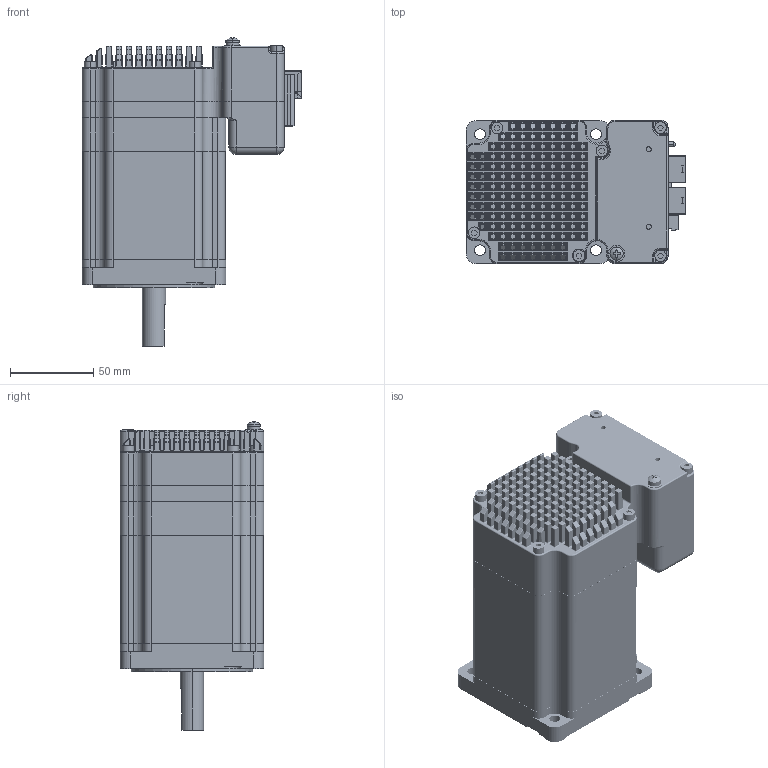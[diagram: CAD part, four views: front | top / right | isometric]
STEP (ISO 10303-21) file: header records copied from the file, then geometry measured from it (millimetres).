
FILE_DESCRIPTION (( 'STEP AP214' ), '1' );
FILE_NAME ('TSM34x-3EG-3D.STEP', '2016-04-27T05:59:49', ( '' ), ( '' ), 'SwSTEP 2.0', 'SolidWorks 2014', '' );
FILE_SCHEMA (( 'AUTOMOTIVE_DESIGN' ));
Length unit declared in the file: millimetre
Products named in the file (11): 4713101001654-A0-ETHERNET-SIDE; STM34电机后端盖（侧面出线）; STM34电机散热器（侧面出线-Ethernet—机加工）; GB9074.2-M4X8; GB70.1-M4X35; SWM34步进伺服电机集成后端盖; SWM34蚾棠詩萇儂粣; 86步进伺服电机定子-2015.4.23; 86步进伺服电机前端盖-2015.4.23; TSM34x-3EG-3D; GB819.1-M2.5-10.5
Assembly tree (17 placements, depth 2):
  TSM34x-3EG-3D
    86步进伺服电机前端盖-2015.4.23
    86步进伺服电机定子-2015.4.23
    SWM34蚾棠詩萇儂粣
    SWM34步进伺服电机集成后端盖
    GB70.1-M4X35  x6
    GB9074.2-M4X8
    STM34电机散热器（侧面出线-Ethernet—机加工）
    STM34电机后端盖（侧面出线）
    4713101001654-A0-ETHERNET-SIDE
    GB819.1-M2.5-10.5  x3
Bounding box: 131.58 x 86 x 185.06 mm (x, y, z)
Volume: 519771.4 mm3; surface area: 237350.7 mm2
Topology: 17 solids, 97 shells, 5939 faces, 14876 edges, 8564 vertices
Faces by surface type: cylinder 2483, plane 1961, bspline 726, sphere 624, torus 75, cone 70
Entity records: 197796 total; most frequent: CARTESIAN_POINT 56512, DIRECTION 26536, ORIENTED_EDGE 25835, EDGE_CURVE 13939, AXIS2_PLACEMENT_3D 9115, VERTEX_POINT 8375, LINE 8306, VECTOR 8306
